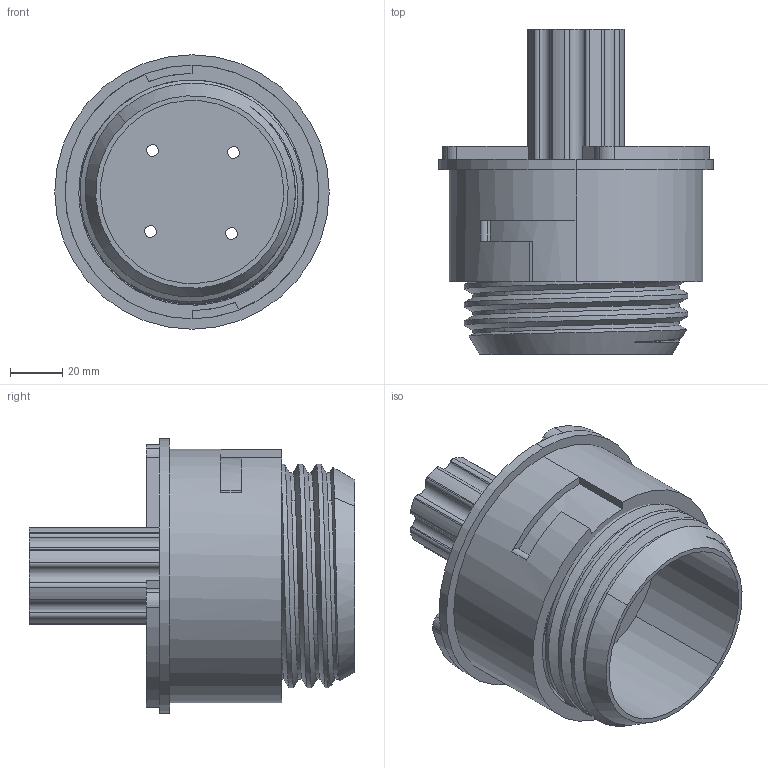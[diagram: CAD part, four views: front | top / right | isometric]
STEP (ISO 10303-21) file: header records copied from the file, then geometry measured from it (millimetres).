
FILE_DESCRIPTION (( 'STEP AP214' ), '1' );
FILE_NAME ('Conjunto-iman-D70.STEP', '2024-07-24T13:39:52', ( '' ), ( '' ), 'SwSTEP 2.0', 'SolidWorks 2023', '' );
FILE_SCHEMA (( 'AUTOMOTIVE_DESIGN' ));
Length unit declared in the file: millimetre
Products named in the file (3): Conjunto-iman-D70; Casquillo D70 aluminio final; Posicionador iman D70 macizo aluminio
Assembly tree (2 placements, depth 2):
  Conjunto-iman-D70
    Posicionador iman D70 macizo aluminio
    Casquillo D70 aluminio final
Bounding box: 105.5 x 125 x 105.5 mm (x, y, z)
Volume: 342843.5 mm3; surface area: 105554.8 mm2
Topology: 2 solids, 2 shells, 150 faces, 419 edges, 277 vertices
Faces by surface type: cylinder 107, plane 31, bspline 6, cone 6
Entity records: 10935 total; most frequent: CARTESIAN_POINT 7085, ORIENTED_EDGE 838, DIRECTION 792, EDGE_CURVE 419, AXIS2_PLACEMENT_3D 316, VERTEX_POINT 277, CIRCLE 167, EDGE_LOOP 164
